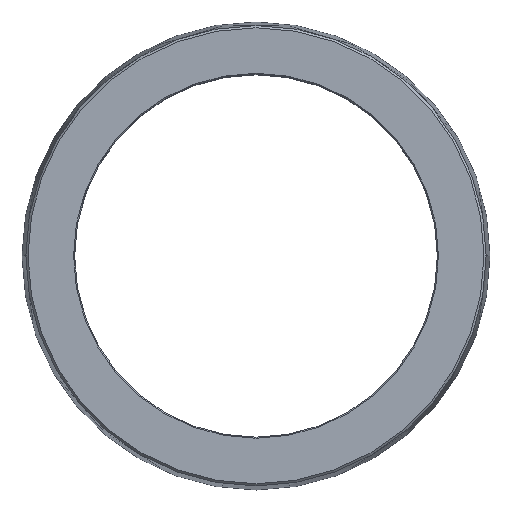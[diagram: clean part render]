
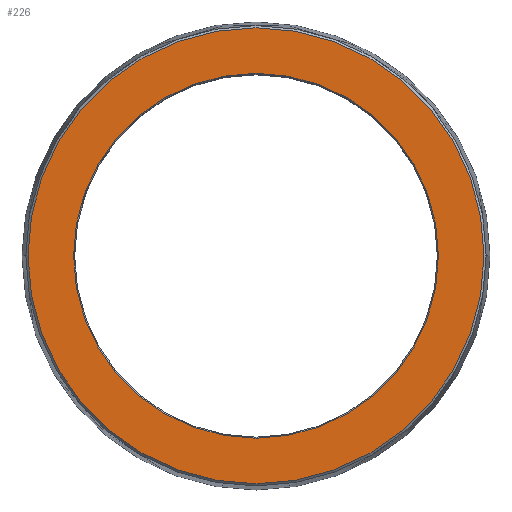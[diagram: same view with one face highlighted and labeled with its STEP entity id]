
A CAD part, top view. The second image highlights one B-rep face of the part: STEP entity #226.
In plain terms, the highlighted planar face has unit normal (0, 0, 1).
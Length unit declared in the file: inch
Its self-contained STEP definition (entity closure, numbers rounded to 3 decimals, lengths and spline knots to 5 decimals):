
#10 = CARTESIAN_POINT ( 'NONE',  ( -2.7087, 0., 3. ) ) ;
#15 = DIRECTION ( 'NONE',  ( 0., 0., 1. ) ) ;
#17 = EDGE_CURVE ( 'NONE', #127, #326, #107, .T. ) ;
#60 = AXIS2_PLACEMENT_3D ( 'NONE', #207, #175, #333 ) ;
#78 = DIRECTION ( 'NONE',  ( 0., 0., 1. ) ) ;
#81 = CARTESIAN_POINT ( 'NONE',  ( 0., 0., 3. ) ) ;
#82 = AXIS2_PLACEMENT_3D ( 'NONE', #200, #78, #279 ) ;
#107 = CIRCLE ( 'NONE', #135, 2.7087 ) ;
#127 = VERTEX_POINT ( 'NONE', #250 ) ;
#135 = AXIS2_PLACEMENT_3D ( 'NONE', #81, #323, #419 ) ;
#153 = CIRCLE ( 'NONE', #60, 2.1675 ) ;
#159 = ORIENTED_EDGE ( 'NONE', *, *, #17, .T. ) ;
#172 = ORIENTED_EDGE ( 'NONE', *, *, #186, .T. ) ;
#175 = DIRECTION ( 'NONE',  ( 0., 0., -1. ) ) ;
#181 = AXIS2_PLACEMENT_3D ( 'NONE', #394, #15, #210 ) ;
#186 = EDGE_CURVE ( 'NONE', #296, #470, #153, .T. ) ;
#200 = CARTESIAN_POINT ( 'NONE',  ( 0., 0., 3. ) ) ;
#207 = CARTESIAN_POINT ( 'NONE',  ( 0., 0., 3. ) ) ;
#210 = DIRECTION ( 'NONE',  ( 1., 0., 0. ) ) ;
#226 = ADVANCED_FACE ( 'NONE', ( #475, #510 ), #291, .T. ) ;
#250 = CARTESIAN_POINT ( 'NONE',  ( 2.7087, 0., 3. ) ) ;
#255 = EDGE_CURVE ( 'NONE', #326, #127, #352, .T. ) ;
#264 = CARTESIAN_POINT ( 'NONE',  ( 0., 0., 3. ) ) ;
#279 = DIRECTION ( 'NONE',  ( 1., 0., 0. ) ) ;
#289 = CARTESIAN_POINT ( 'NONE',  ( 2.1675, 0., 3. ) ) ;
#291 = PLANE ( 'NONE',  #181 ) ;
#295 = DIRECTION ( 'NONE',  ( 0., 0., -1. ) ) ;
#296 = VERTEX_POINT ( 'NONE', #318 ) ;
#318 = CARTESIAN_POINT ( 'NONE',  ( -2.1675, 0., 3. ) ) ;
#323 = DIRECTION ( 'NONE',  ( 0., 0., 1. ) ) ;
#326 = VERTEX_POINT ( 'NONE', #10 ) ;
#333 = DIRECTION ( 'NONE',  ( 1., 0., 0. ) ) ;
#345 = EDGE_LOOP ( 'NONE', ( #513, #172 ) ) ;
#352 = CIRCLE ( 'NONE', #82, 2.7087 ) ;
#394 = CARTESIAN_POINT ( 'NONE',  ( 0., 0., 3. ) ) ;
#417 = CIRCLE ( 'NONE', #532, 2.1675 ) ;
#419 = DIRECTION ( 'NONE',  ( 1., 0., 0. ) ) ;
#438 = DIRECTION ( 'NONE',  ( 1., 0., 0. ) ) ;
#470 = VERTEX_POINT ( 'NONE', #289 ) ;
#475 = FACE_BOUND ( 'NONE', #345, .T. ) ;
#489 = ORIENTED_EDGE ( 'NONE', *, *, #255, .T. ) ;
#508 = EDGE_LOOP ( 'NONE', ( #489, #159 ) ) ;
#510 = FACE_OUTER_BOUND ( 'NONE', #508, .T. ) ;
#513 = ORIENTED_EDGE ( 'NONE', *, *, #524, .T. ) ;
#524 = EDGE_CURVE ( 'NONE', #470, #296, #417, .T. ) ;
#532 = AXIS2_PLACEMENT_3D ( 'NONE', #264, #295, #438 ) ;
